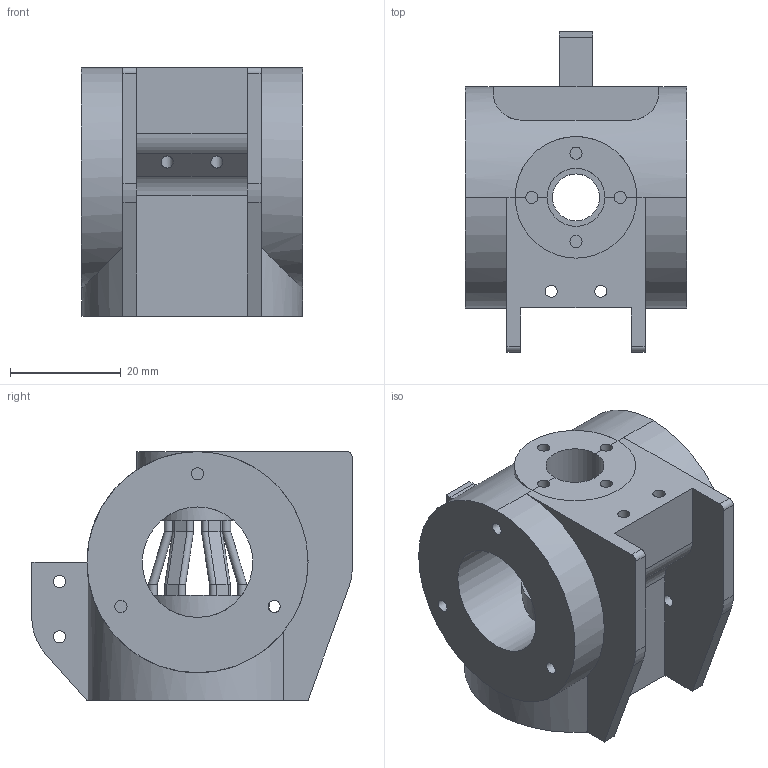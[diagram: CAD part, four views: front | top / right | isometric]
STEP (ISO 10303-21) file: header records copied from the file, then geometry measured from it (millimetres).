
FILE_DESCRIPTION(('FreeCAD Model'),'2;1');
FILE_NAME('Corps_V1.0.1.step','2020-03-30T20:30:42',('Almisuifre'),(''), 'Open CASCADE STEP processor 6.8','FreeCAD','Unknown');
FILE_SCHEMA(('AUTOMOTIVE_DESIGN_CC2 { 1 2 10303 214 -1 1 5 4 }'));
Length unit declared in the file: millimetre
Products named in the file (1): Corps_V1.0.1
Bounding box: 40 x 58 x 45 mm (x, y, z)
Volume: 42601.3 mm3; surface area: 16255.6 mm2
Topology: 1 solids, 1 shells, 169 faces, 416 edges, 254 vertices
Faces by surface type: plane 85, cylinder 70, bspline 12, cone 1, torus 1
Full cylindrical faces by diameter (mm): 2.2 x17, 8.5 x1, 10.5 x1, 14.3 x2, 20 x1, 20.8 x1
Entity records: 13355 total; most frequent: CARTESIAN_POINT 5445, DIRECTION 1342, ORIENTED_EDGE 832, PCURVE 832, DEFINITIONAL_REPRESENTATION 832, LINE 669, VECTOR 669, EDGE_CURVE 416
